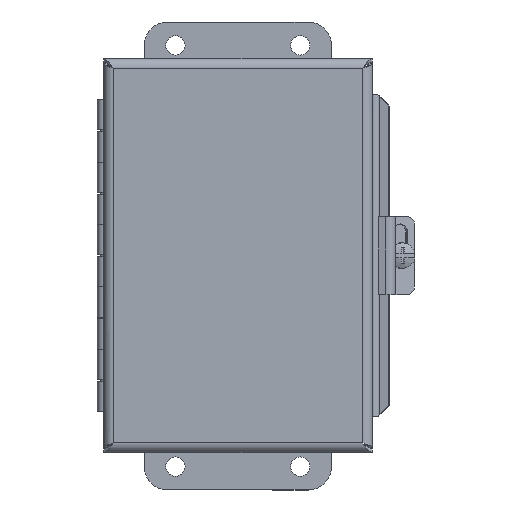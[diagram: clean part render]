
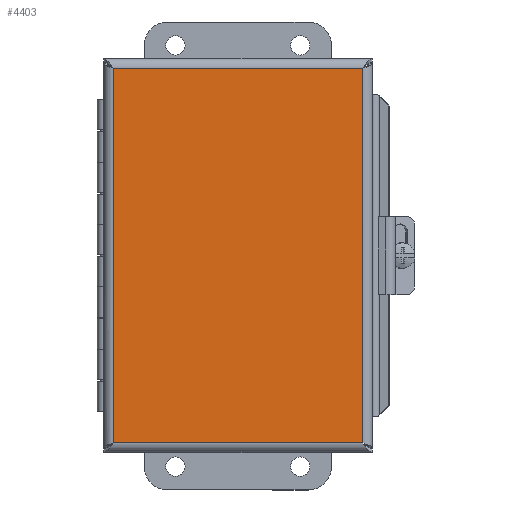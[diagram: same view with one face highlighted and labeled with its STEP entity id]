
A CAD part, top view. The second image highlights one B-rep face of the part: STEP entity #4403.
In plain terms, the highlighted face is planar.
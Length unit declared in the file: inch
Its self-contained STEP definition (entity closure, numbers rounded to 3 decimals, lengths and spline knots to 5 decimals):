
#426=FACE_OUTER_BOUND('',#692,.T.);
#692=EDGE_LOOP('',(#3390,#3391,#3392,#3393));
#1026=LINE('',#7248,#1396);
#1052=LINE('',#7483,#1422);
#1072=LINE('',#7581,#1442);
#1073=LINE('',#7584,#1443);
#1396=VECTOR('',#5713,0.3937);
#1422=VECTOR('',#5765,0.3937);
#1442=VECTOR('',#5825,0.3937);
#1443=VECTOR('',#5830,0.3937);
#1914=VERTEX_POINT('',#7028);
#1937=VERTEX_POINT('',#7160);
#1944=VERTEX_POINT('',#7247);
#1948=VERTEX_POINT('',#7384);
#2413=EDGE_CURVE('',#1944,#1937,#1026,.T.);
#2451=EDGE_CURVE('',#1914,#1948,#1052,.T.);
#2478=EDGE_CURVE('',#1937,#1914,#1072,.T.);
#2479=EDGE_CURVE('',#1948,#1944,#1073,.T.);
#3390=ORIENTED_EDGE('',*,*,#2413,.T.);
#3391=ORIENTED_EDGE('',*,*,#2478,.T.);
#3392=ORIENTED_EDGE('',*,*,#2451,.T.);
#3393=ORIENTED_EDGE('',*,*,#2479,.T.);
#4048=PLANE('',#4959);
#4403=ADVANCED_FACE('',(#426),#4048,.F.);
#4959=AXIS2_PLACEMENT_3D('',#7585,#5831,#5832);
#5713=DIRECTION('',(0.,-1.,0.));
#5765=DIRECTION('',(0.,1.,0.));
#5825=DIRECTION('',(-1.,0.,0.));
#5830=DIRECTION('',(1.,0.,0.));
#5831=DIRECTION('center_axis',(0.,0.,1.));
#5832=DIRECTION('ref_axis',(1.,0.,0.));
#7028=CARTESIAN_POINT('',(0.15275,0.15275,0.));
#7160=CARTESIAN_POINT('',(4.15725,0.15275,0.));
#7247=CARTESIAN_POINT('',(4.15725,6.15975,0.));
#7248=CARTESIAN_POINT('',(4.15725,4.658,0.));
#7384=CARTESIAN_POINT('',(0.15275,6.15975,0.));
#7483=CARTESIAN_POINT('',(0.15275,1.6545,0.));
#7581=CARTESIAN_POINT('',(3.15613,0.15275,0.));
#7584=CARTESIAN_POINT('',(1.15388,6.15975,0.));
#7585=CARTESIAN_POINT('Origin',(2.155,3.15625,0.));
